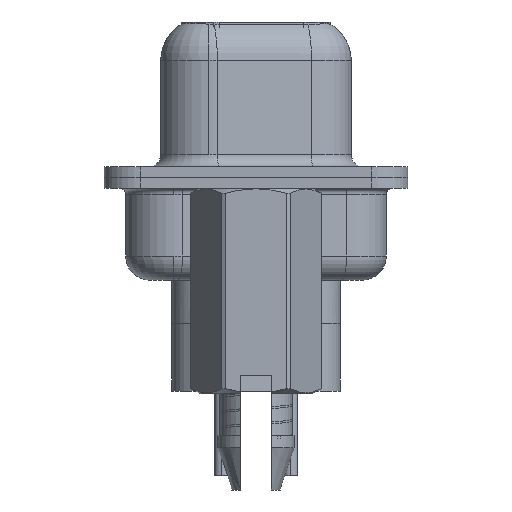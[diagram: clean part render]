
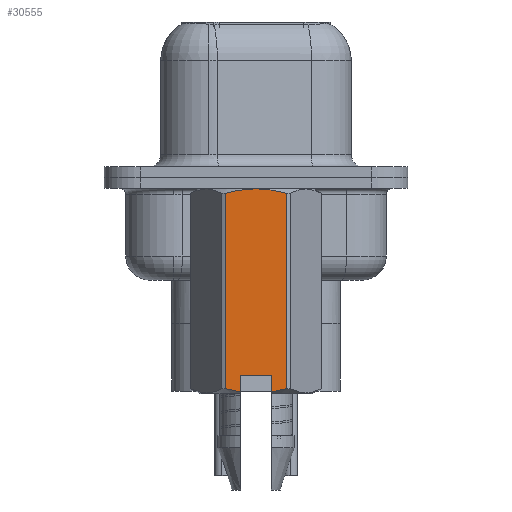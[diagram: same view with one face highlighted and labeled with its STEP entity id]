
A CAD part, left-side view. The second image highlights one B-rep face of the part: STEP entity #30555.
In plain terms, the highlighted planar face has unit normal (-1, 0, 0).
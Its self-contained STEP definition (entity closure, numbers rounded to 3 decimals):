
#73 = ORIENTED_EDGE ( 'NONE', *, *, #27847, .T. ) ;
#170 = CARTESIAN_POINT ( 'NONE',  ( -2.381, -0.842, -8.854 ) ) ;
#696 = CARTESIAN_POINT ( 'NONE',  ( -2.381, 0., -0.468 ) ) ;
#763 = CARTESIAN_POINT ( 'NONE',  ( -2.381, 0.215, -0.468 ) ) ;
#1563 = ORIENTED_EDGE ( 'NONE', *, *, #6864, .F. ) ;
#1736 = CARTESIAN_POINT ( 'NONE',  ( -2.381, 1.273, -8.748 ) ) ;
#2841 = DIRECTION ( 'NONE',  ( 0., 0., -1. ) ) ;
#3007 = EDGE_CURVE ( 'NONE', #5252, #30689, #35722, .T. ) ;
#3297 = DIRECTION ( 'NONE',  ( 0., 0., 1. ) ) ;
#3475 = CARTESIAN_POINT ( 'NONE',  ( -2.381, -1.273, -0.652 ) ) ;
#4298 = EDGE_LOOP ( 'NONE', ( #13167, #1563, #22061, #11923, #31093, #13922, #73, #23842, #13968 ) ) ;
#5252 = VERTEX_POINT ( 'NONE', #18184 ) ;
#5502 = VECTOR ( 'NONE', #21985, 1000. ) ;
#5790 = CARTESIAN_POINT ( 'NONE',  ( -2.381, -0.625, -8.885 ) ) ;
#6759 = CARTESIAN_POINT ( 'NONE',  ( -2.381, -1.273, 0.581 ) ) ;
#6864 = EDGE_CURVE ( 'NONE', #5252, #30551, #20975, .T. ) ;
#7122 = CARTESIAN_POINT ( 'NONE',  ( -2.381, 0.625, -8.885 ) ) ;
#8531 = VERTEX_POINT ( 'NONE', #1736 ) ;
#8617 = VERTEX_POINT ( 'NONE', #25855 ) ;
#10080 = DIRECTION ( 'NONE',  ( -1., 0., 0. ) ) ;
#10256 = CARTESIAN_POINT ( 'NONE',  ( -2.381, -0.215, -0.468 ) ) ;
#11775 = VECTOR ( 'NONE', #20451, 1000. ) ;
#11923 = ORIENTED_EDGE ( 'NONE', *, *, #27500, .T. ) ;
#12444 = VECTOR ( 'NONE', #2841, 1000. ) ;
#12832 = B_SPLINE_CURVE_WITH_KNOTS ( 'NONE', 3,
 ( #29121, #16489, #41924, #36162 ),
 .UNSPECIFIED., .F., .F.,
 ( 4, 4 ),
 ( 0.001, 0.002 ),
 .UNSPECIFIED. ) ;
#12909 = EDGE_CURVE ( 'NONE', #31477, #30825, #29214, .T. ) ;
#13167 = ORIENTED_EDGE ( 'NONE', *, *, #28313, .F. ) ;
#13758 = CARTESIAN_POINT ( 'NONE',  ( -2.381, 0.432, -0.485 ) ) ;
#13860 = VECTOR ( 'NONE', #27988, 1000. ) ;
#13922 = ORIENTED_EDGE ( 'NONE', *, *, #26780, .T. ) ;
#13968 = ORIENTED_EDGE ( 'NONE', *, *, #20750, .T. ) ;
#14601 = CARTESIAN_POINT ( 'NONE',  ( -2.381, 0., -0.468 ) ) ;
#15809 = CARTESIAN_POINT ( 'NONE',  ( -2.381, -1.273, -0.652 ) ) ;
#16266 = CARTESIAN_POINT ( 'NONE',  ( -2.381, -0.625, -8.2 ) ) ;
#16489 = CARTESIAN_POINT ( 'NONE',  ( -2.381, 1.06, -8.806 ) ) ;
#16885 = B_SPLINE_CURVE_WITH_KNOTS ( 'NONE', 3,
 ( #3475, #26331, #36781, #39336, #10256, #696 ),
 .UNSPECIFIED., .F., .F.,
 ( 4, 2, 4 ),
 ( 0.003, 0.003, 0.004 ),
 .UNSPECIFIED. ) ;
#17316 = CARTESIAN_POINT ( 'NONE',  ( -2.381, -0.625, -8.2 ) ) ;
#18184 = CARTESIAN_POINT ( 'NONE',  ( -2.381, -0.625, -8.2 ) ) ;
#18449 = CARTESIAN_POINT ( 'NONE',  ( -2.381, 0.625, -8.2 ) ) ;
#20451 = DIRECTION ( 'NONE',  ( 0., 0., 1. ) ) ;
#20750 = EDGE_CURVE ( 'NONE', #8531, #34967, #12832, .T. ) ;
#20975 = LINE ( 'NONE', #17316, #13860 ) ;
#21884 = CARTESIAN_POINT ( 'NONE',  ( -2.381, -1.273, -8.748 ) ) ;
#21960 = B_SPLINE_CURVE_WITH_KNOTS ( 'NONE', 3,
 ( #14601, #763, #13758, #23614, #30430, #36638 ),
 .UNSPECIFIED., .F., .F.,
 ( 4, 2, 4 ),
 ( 0.004, 0.004, 0.005 ),
 .UNSPECIFIED. ) ;
#21985 = DIRECTION ( 'NONE',  ( 0., 0., -1. ) ) ;
#22061 = ORIENTED_EDGE ( 'NONE', *, *, #3007, .T. ) ;
#22419 = CARTESIAN_POINT ( 'NONE',  ( -2.381, 1.273, 0.581 ) ) ;
#22727 = CARTESIAN_POINT ( 'NONE',  ( -2.381, -1.375, 7.399 ) ) ;
#23614 = CARTESIAN_POINT ( 'NONE',  ( -2.381, 0.858, -0.55 ) ) ;
#23766 = EDGE_CURVE ( 'NONE', #41684, #8531, #25827, .T. ) ;
#23842 = ORIENTED_EDGE ( 'NONE', *, *, #23766, .T. ) ;
#25719 = PLANE ( 'NONE',  #35715 ) ;
#25814 = CARTESIAN_POINT ( 'NONE',  ( -2.381, -1.273, -8.748 ) ) ;
#25827 = LINE ( 'NONE', #22419, #5502 ) ;
#25855 = CARTESIAN_POINT ( 'NONE',  ( -2.381, 0., -0.468 ) ) ;
#26187 = VECTOR ( 'NONE', #34470, 1000. ) ;
#26331 = CARTESIAN_POINT ( 'NONE',  ( -2.381, -1.065, -0.596 ) ) ;
#26780 = EDGE_CURVE ( 'NONE', #30825, #8617, #16885, .T. ) ;
#27500 = EDGE_CURVE ( 'NONE', #30689, #31477, #35719, .T. ) ;
#27847 = EDGE_CURVE ( 'NONE', #8617, #41684, #21960, .T. ) ;
#27988 = DIRECTION ( 'NONE',  ( 0., 1., 0. ) ) ;
#28313 = EDGE_CURVE ( 'NONE', #30551, #34967, #31275, .T. ) ;
#29121 = CARTESIAN_POINT ( 'NONE',  ( -2.381, 1.273, -8.748 ) ) ;
#29214 = LINE ( 'NONE', #6759, #11775 ) ;
#29327 = FACE_OUTER_BOUND ( 'NONE', #4298, .T. ) ;
#30430 = CARTESIAN_POINT ( 'NONE',  ( -2.381, 1.066, -0.596 ) ) ;
#30551 = VERTEX_POINT ( 'NONE', #42152 ) ;
#30555 = ADVANCED_FACE ( 'NONE', ( #29327 ), #25719, .T. ) ;
#30689 = VERTEX_POINT ( 'NONE', #5790 ) ;
#30825 = VERTEX_POINT ( 'NONE', #15809 ) ;
#31093 = ORIENTED_EDGE ( 'NONE', *, *, #12909, .T. ) ;
#31275 = LINE ( 'NONE', #18449, #26187 ) ;
#31477 = VERTEX_POINT ( 'NONE', #21884 ) ;
#32630 = CARTESIAN_POINT ( 'NONE',  ( -2.381, -0.625, -8.885 ) ) ;
#34470 = DIRECTION ( 'NONE',  ( 0., 0., -1. ) ) ;
#34967 = VERTEX_POINT ( 'NONE', #7122 ) ;
#35715 = AXIS2_PLACEMENT_3D ( 'NONE', #22727, #10080, #3297 ) ;
#35719 = B_SPLINE_CURVE_WITH_KNOTS ( 'NONE', 3,
 ( #32630, #170, #39227, #25814 ),
 .UNSPECIFIED., .F., .F.,
 ( 4, 4 ),
 ( 0.003, 0.004 ),
 .UNSPECIFIED. ) ;
#35722 = LINE ( 'NONE', #16266, #12444 ) ;
#36162 = CARTESIAN_POINT ( 'NONE',  ( -2.381, 0.625, -8.885 ) ) ;
#36638 = CARTESIAN_POINT ( 'NONE',  ( -2.381, 1.273, -0.652 ) ) ;
#36781 = CARTESIAN_POINT ( 'NONE',  ( -2.381, -0.853, -0.549 ) ) ;
#37190 = CARTESIAN_POINT ( 'NONE',  ( -2.381, 1.273, -0.652 ) ) ;
#39227 = CARTESIAN_POINT ( 'NONE',  ( -2.381, -1.06, -8.806 ) ) ;
#39336 = CARTESIAN_POINT ( 'NONE',  ( -2.381, -0.428, -0.485 ) ) ;
#41684 = VERTEX_POINT ( 'NONE', #37190 ) ;
#41924 = CARTESIAN_POINT ( 'NONE',  ( -2.381, 0.845, -8.853 ) ) ;
#42152 = CARTESIAN_POINT ( 'NONE',  ( -2.381, 0.625, -8.2 ) ) ;
